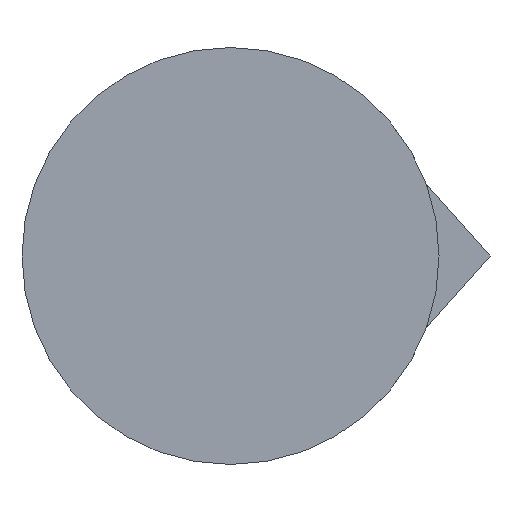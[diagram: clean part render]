
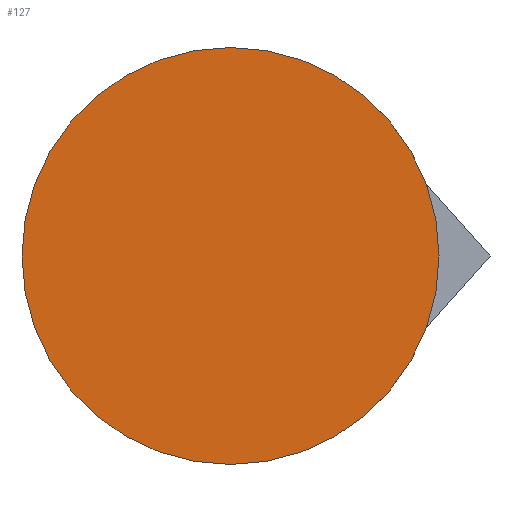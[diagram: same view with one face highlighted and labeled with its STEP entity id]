
A CAD part, front view. The second image highlights one B-rep face of the part: STEP entity #127.
In plain terms, the highlighted planar face has unit normal (0, -1, 0).
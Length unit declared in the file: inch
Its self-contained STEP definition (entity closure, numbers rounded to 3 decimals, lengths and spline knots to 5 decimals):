
#20=CIRCLE('',#148,1.125);
#31=FACE_OUTER_BOUND('',#40,.T.);
#40=EDGE_LOOP('',(#113));
#66=VERTEX_POINT('',#216);
#79=EDGE_CURVE('',#66,#66,#20,.T.);
#113=ORIENTED_EDGE('',*,*,#79,.F.);
#119=PLANE('',#155);
#127=ADVANCED_FACE('',(#31),#119,.F.);
#148=AXIS2_PLACEMENT_3D('',#218,#178,#179);
#155=AXIS2_PLACEMENT_3D('',#228,#193,#194);
#178=DIRECTION('center_axis',(0.,1.,0.));
#179=DIRECTION('ref_axis',(1.,0.,0.));
#193=DIRECTION('center_axis',(0.,1.,0.));
#194=DIRECTION('ref_axis',(1.,0.,0.));
#216=CARTESIAN_POINT('',(-1.125,0.,0.));
#218=CARTESIAN_POINT('Origin',(0.,0.,0.));
#228=CARTESIAN_POINT('Origin',(0.,0.,0.));
